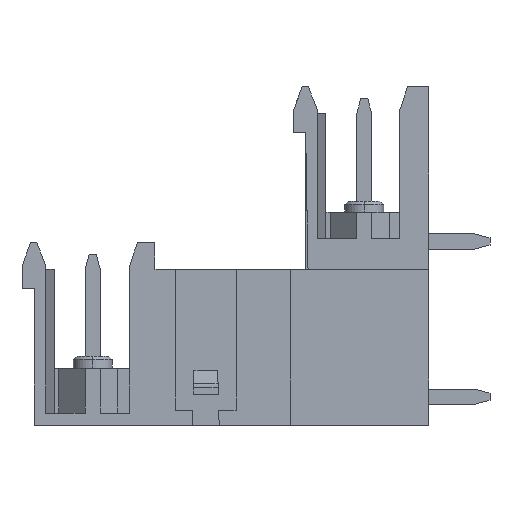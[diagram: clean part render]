
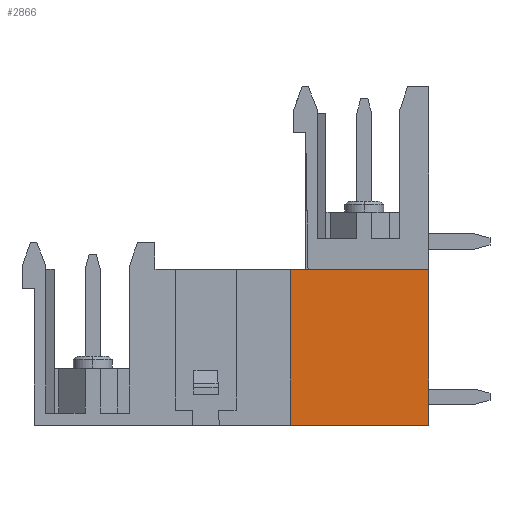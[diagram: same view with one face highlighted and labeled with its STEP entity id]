
A CAD part, left-side view. The second image highlights one B-rep face of the part: STEP entity #2866.
In plain terms, the highlighted planar face has unit normal (-1, 0, 0).
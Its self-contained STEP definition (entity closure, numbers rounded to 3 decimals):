
#71 = EDGE_CURVE ( 'NONE', #14441, #11042, #6643, .T. ) ;
#385 = CARTESIAN_POINT ( 'NONE',  ( 4.279, -12.493, 22.192 ) ) ;
#453 = VECTOR ( 'NONE', #15115, 1000. ) ;
#662 = DIRECTION ( 'NONE',  ( 0., -1., 0. ) ) ;
#853 = CARTESIAN_POINT ( 'NONE',  ( 4.279, -21.552, 10.24 ) ) ;
#2786 = VECTOR ( 'NONE', #10012, 1000. ) ;
#2798 = CARTESIAN_POINT ( 'NONE',  ( 4.279, -21.552, 0.031 ) ) ;
#2866 = ADVANCED_FACE ( 'NONE', ( #6758 ), #10607, .F. ) ;
#3342 = DIRECTION ( 'NONE',  ( 0., 1., 0. ) ) ;
#3954 = CARTESIAN_POINT ( 'NONE',  ( 4.279, -12.493, 10.24 ) ) ;
#4667 = ORIENTED_EDGE ( 'NONE', *, *, #71, .F. ) ;
#5110 = ORIENTED_EDGE ( 'NONE', *, *, #5522, .F. ) ;
#5522 = EDGE_CURVE ( 'NONE', #11042, #16737, #5770, .T. ) ;
#5770 = LINE ( 'NONE', #16421, #9202 ) ;
#6404 = CARTESIAN_POINT ( 'NONE',  ( 4.279, -12.493, 22.192 ) ) ;
#6643 = LINE ( 'NONE', #3954, #2786 ) ;
#6758 = FACE_OUTER_BOUND ( 'NONE', #8524, .T. ) ;
#6834 = EDGE_CURVE ( 'NONE', #14441, #11186, #12561, .T. ) ;
#7306 = CARTESIAN_POINT ( 'NONE',  ( 4.279, -12.493, 0.031 ) ) ;
#8524 = EDGE_LOOP ( 'NONE', ( #4667, #16709, #9653, #5110 ) ) ;
#9202 = VECTOR ( 'NONE', #9205, 1000. ) ;
#9205 = DIRECTION ( 'NONE',  ( 0., 0., -1. ) ) ;
#9653 = ORIENTED_EDGE ( 'NONE', *, *, #17068, .T. ) ;
#10012 = DIRECTION ( 'NONE',  ( 0., -1., 0. ) ) ;
#10607 = PLANE ( 'NONE',  #17240 ) ;
#10721 = VECTOR ( 'NONE', #662, 1000. ) ;
#11042 = VERTEX_POINT ( 'NONE', #853 ) ;
#11186 = VERTEX_POINT ( 'NONE', #7306 ) ;
#11238 = CARTESIAN_POINT ( 'NONE',  ( 4.279, -12.493, 10.24 ) ) ;
#12064 = DIRECTION ( 'NONE',  ( 1., 0., 0. ) ) ;
#12561 = LINE ( 'NONE', #6404, #453 ) ;
#14441 = VERTEX_POINT ( 'NONE', #11238 ) ;
#15115 = DIRECTION ( 'NONE',  ( 0., 0., -1. ) ) ;
#16421 = CARTESIAN_POINT ( 'NONE',  ( 4.279, -21.552, 22.192 ) ) ;
#16709 = ORIENTED_EDGE ( 'NONE', *, *, #6834, .T. ) ;
#16737 = VERTEX_POINT ( 'NONE', #2798 ) ;
#17068 = EDGE_CURVE ( 'NONE', #11186, #16737, #18361, .T. ) ;
#17240 = AXIS2_PLACEMENT_3D ( 'NONE', #385, #12064, #3342 ) ;
#18071 = CARTESIAN_POINT ( 'NONE',  ( 4.279, -12.493, 0.031 ) ) ;
#18361 = LINE ( 'NONE', #18071, #10721 ) ;
